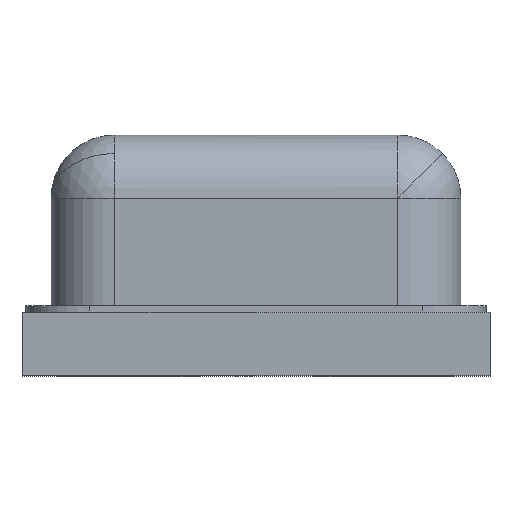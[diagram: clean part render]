
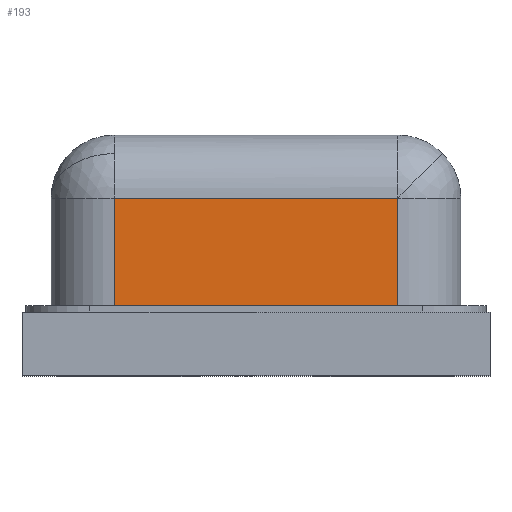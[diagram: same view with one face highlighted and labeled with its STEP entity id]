
A CAD part, top view. The second image highlights one B-rep face of the part: STEP entity #193.
In plain terms, the highlighted planar face has unit normal (0, 0, 1).
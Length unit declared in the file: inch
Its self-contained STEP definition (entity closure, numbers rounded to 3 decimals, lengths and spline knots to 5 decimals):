
#18 = EDGE_CURVE ( 'NONE', #1515, #1585, #197, .T. ) ;
#70 = CARTESIAN_POINT ( 'NONE',  ( 0.02205, 0.02756, 0.04961 ) ) ;
#90 = DIRECTION ( 'NONE',  ( 0., -1., 0. ) ) ;
#110 = DIRECTION ( 'NONE',  ( 1., 0., 0. ) ) ;
#143 = AXIS2_PLACEMENT_3D ( 'NONE', #1316, #990, #1701 ) ;
#193 = ADVANCED_FACE ( 'NONE', ( #883 ), #443, .T. ) ;
#197 = LINE ( 'NONE', #70, #415 ) ;
#320 = EDGE_CURVE ( 'NONE', #837, #1585, #868, .T. ) ;
#328 = CARTESIAN_POINT ( 'NONE',  ( 0.02205, 0.02756, 0.04961 ) ) ;
#405 = EDGE_CURVE ( 'NONE', #1363, #837, #1031, .T. ) ;
#415 = VECTOR ( 'NONE', #90, 39.37008 ) ;
#443 = PLANE ( 'NONE',  #143 ) ;
#506 = CARTESIAN_POINT ( 'NONE',  ( -0.02205, 0.02756, 0.04961 ) ) ;
#617 = CARTESIAN_POINT ( 'NONE',  ( 0.02205, 0.01083, 0.04961 ) ) ;
#668 = EDGE_CURVE ( 'NONE', #1363, #1515, #1231, .T. ) ;
#693 = ORIENTED_EDGE ( 'NONE', *, *, #18, .F. ) ;
#786 = VECTOR ( 'NONE', #1095, 39.37008 ) ;
#837 = VERTEX_POINT ( 'NONE', #974 ) ;
#868 = LINE ( 'NONE', #1128, #1089 ) ;
#883 = FACE_OUTER_BOUND ( 'NONE', #1462, .T. ) ;
#890 = CARTESIAN_POINT ( 'NONE',  ( -0.02205, 0.02756, 0.04961 ) ) ;
#974 = CARTESIAN_POINT ( 'NONE',  ( -0.02205, 0.01083, 0.04961 ) ) ;
#990 = DIRECTION ( 'NONE',  ( 0., 0., 1. ) ) ;
#1031 = LINE ( 'NONE', #1059, #1775 ) ;
#1059 = CARTESIAN_POINT ( 'NONE',  ( -0.02205, 0.02756, 0.04961 ) ) ;
#1089 = VECTOR ( 'NONE', #110, 39.37008 ) ;
#1095 = DIRECTION ( 'NONE',  ( 1., 0., 0. ) ) ;
#1128 = CARTESIAN_POINT ( 'NONE',  ( -0.02205, 0.01083, 0.04961 ) ) ;
#1231 = LINE ( 'NONE', #506, #786 ) ;
#1232 = ORIENTED_EDGE ( 'NONE', *, *, #405, .T. ) ;
#1316 = CARTESIAN_POINT ( 'NONE',  ( -0.03189, 0.00984, 0.04961 ) ) ;
#1333 = ORIENTED_EDGE ( 'NONE', *, *, #668, .F. ) ;
#1363 = VERTEX_POINT ( 'NONE', #890 ) ;
#1462 = EDGE_LOOP ( 'NONE', ( #1833, #693, #1333, #1232 ) ) ;
#1515 = VERTEX_POINT ( 'NONE', #328 ) ;
#1585 = VERTEX_POINT ( 'NONE', #617 ) ;
#1596 = DIRECTION ( 'NONE',  ( 0., -1., 0. ) ) ;
#1701 = DIRECTION ( 'NONE',  ( 1., 0., 0. ) ) ;
#1775 = VECTOR ( 'NONE', #1596, 39.37008 ) ;
#1833 = ORIENTED_EDGE ( 'NONE', *, *, #320, .T. ) ;
